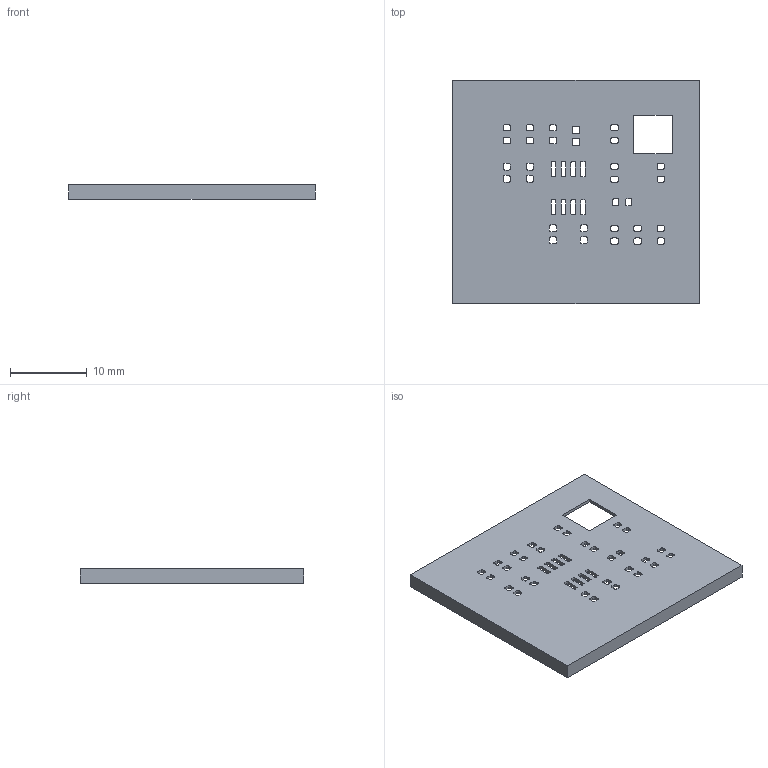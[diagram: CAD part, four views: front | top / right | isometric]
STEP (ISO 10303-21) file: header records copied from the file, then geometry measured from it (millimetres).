
FILE_DESCRIPTION(/* description */ ('KiCad electronic assembly'),/* implementation_level */ '2;1');
FILE_NAME(/* name */ 'mihai555_stencil.step',/* time_stamp */ '2025-05-08T16:05:28+03:00',/* author */ (''),/* organization */ (''),/* preprocessor_version */ 'ST-DEVELOPER v20.1',/* originating_system */ 'Autodesk Translation Framework v14.4.0.0',/* authorisation */ '');
FILE_SCHEMA (('AUTOMOTIVE_DESIGN { 1 0 10303 214 3 1 1 }'));
Length unit declared in the file: millimetre
Products named in the file (1): mihai555 1
Bounding box: 32 x 29 x 1.9 mm (x, y, z)
Volume: 504 mm3; surface area: 2208.7 mm2
Topology: 1 solids, 1 shells, 319 faces, 948 edges, 632 vertices
Faces by surface type: plane 167, cylinder 152
Entity records: 10944 total; most frequent: CARTESIAN_POINT 1900, ORIENTED_EDGE 1896, DIRECTION 1892, EDGE_CURVE 948, LINE 644, VECTOR 644, VERTEX_POINT 632, AXIS2_PLACEMENT_3D 624
